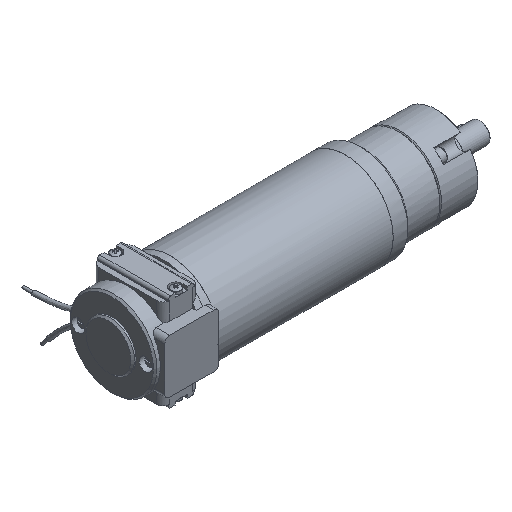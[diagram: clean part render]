
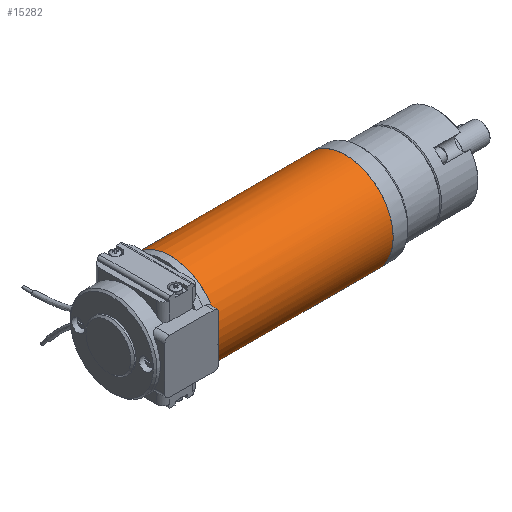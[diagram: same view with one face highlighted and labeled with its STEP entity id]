
A CAD part, isometric view. The second image highlights one B-rep face of the part: STEP entity #15282.
In plain terms, the highlighted cylindrical face has radius 27.5 mm (diameter 55 mm), a full revolution.
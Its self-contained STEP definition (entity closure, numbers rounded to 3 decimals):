
#540 = VERTEX_POINT ( 'NONE', #14718 ) ;
#835 = CARTESIAN_POINT ( 'NONE',  ( 99., 0., 0. ) ) ;
#1201 = DIRECTION ( 'NONE',  ( 1., 0., 0. ) ) ;
#1460 = DIRECTION ( 'NONE',  ( 0., 0., 1. ) ) ;
#1464 = DIRECTION ( 'NONE',  ( 1., 0., 0. ) ) ;
#1477 = CARTESIAN_POINT ( 'NONE',  ( -2., 0., 0. ) ) ;
#1939 = CIRCLE ( 'NONE', #12414, 27.5 ) ;
#2743 = DIRECTION ( 'NONE',  ( 0., 0., 1. ) ) ;
#4021 = CYLINDRICAL_SURFACE ( 'NONE', #14475, 27.5 ) ;
#6142 = CIRCLE ( 'NONE', #15861, 27.5 ) ;
#6145 = CARTESIAN_POINT ( 'NONE',  ( -2., -23.575, -14.158 ) ) ;
#7313 = AXIS2_PLACEMENT_3D ( 'NONE', #11497, #1201, #2743 ) ;
#8092 = CARTESIAN_POINT ( 'NONE',  ( -2., -27.5, 0. ) ) ;
#8285 = DIRECTION ( 'NONE',  ( 0., 0., -1. ) ) ;
#8653 = DIRECTION ( 'NONE',  ( 0., 0., 1. ) ) ;
#8685 = DIRECTION ( 'NONE',  ( 1., 0., 0. ) ) ;
#8693 = CARTESIAN_POINT ( 'NONE',  ( -2., 0., 0. ) ) ;
#9075 = AXIS2_PLACEMENT_3D ( 'NONE', #1477, #1464, #1460 ) ;
#9084 = ORIENTED_EDGE ( 'NONE', *, *, #16543, .T. ) ;
#9252 = ORIENTED_EDGE ( 'NONE', *, *, #12902, .T. ) ;
#9313 = EDGE_LOOP ( 'NONE', ( #9084, #9252, #14881 ) ) ;
#9551 = VERTEX_POINT ( 'NONE', #6145 ) ;
#9788 = ORIENTED_EDGE ( 'NONE', *, *, #12192, .F. ) ;
#9833 = FACE_OUTER_BOUND ( 'NONE', #9313, .T. ) ;
#10342 = DIRECTION ( 'NONE',  ( 0., 0., 1. ) ) ;
#10352 = DIRECTION ( 'NONE',  ( 1., 0., 0. ) ) ;
#10357 = CARTESIAN_POINT ( 'NONE',  ( 99., 0., 0. ) ) ;
#10901 = CARTESIAN_POINT ( 'NONE',  ( -2., -23.575, 14.158 ) ) ;
#11497 = CARTESIAN_POINT ( 'NONE',  ( -2., 0., 0. ) ) ;
#12192 = EDGE_CURVE ( 'NONE', #540, #540, #1939, .T. ) ;
#12349 = VERTEX_POINT ( 'NONE', #8092 ) ;
#12414 = AXIS2_PLACEMENT_3D ( 'NONE', #10357, #10352, #10342 ) ;
#12902 = EDGE_CURVE ( 'Defeature ausgef�hrt1_263+Defeature ausgef�hrt1_66+Defeature ausgef�hrt1_2+Defeature ausgef�hrt1_262', #12349, #9551, #16267, .T. ) ;
#13656 = DIRECTION ( 'NONE',  ( -1., 0., 0. ) ) ;
#14105 = EDGE_LOOP ( 'NONE', ( #9788 ) ) ;
#14475 = AXIS2_PLACEMENT_3D ( 'NONE', #835, #13656, #8285 ) ;
#14619 = VERTEX_POINT ( 'NONE', #10901 ) ;
#14718 = CARTESIAN_POINT ( 'NONE',  ( 99., 0., 27.5 ) ) ;
#14813 = CIRCLE ( 'NONE', #7313, 27.5 ) ;
#14881 = ORIENTED_EDGE ( 'NONE', *, *, #17003, .T. ) ;
#14988 = FACE_OUTER_BOUND ( 'NONE', #14105, .T. ) ;
#15282 = ADVANCED_FACE ( 'Defeature ausgef�hrt1_263', ( #14988, #9833 ), #4021, .T. ) ;
#15861 = AXIS2_PLACEMENT_3D ( 'NONE', #8693, #8685, #8653 ) ;
#16267 = CIRCLE ( 'NONE', #9075, 27.5 ) ;
#16543 = EDGE_CURVE ( 'Defeature ausgef�hrt1_263+Defeature ausgef�hrt1_2+Defeature ausgef�hrt1_262+Defeature ausgef�hrt1_66', #14619, #12349, #6142, .T. ) ;
#17003 = EDGE_CURVE ( 'Defeature ausgef�hrt1_263+Defeature ausgef�hrt1_262+Defeature ausgef�hrt1_66+Defeature ausgef�hrt1_2', #9551, #14619, #14813, .T. ) ;
